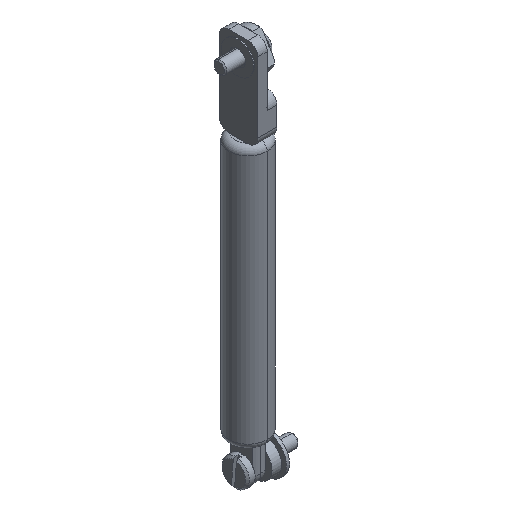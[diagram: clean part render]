
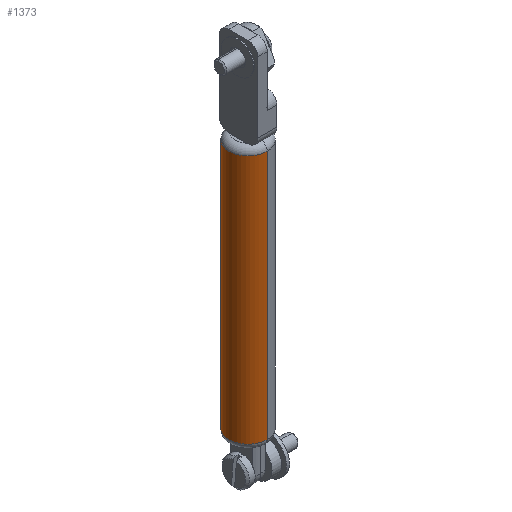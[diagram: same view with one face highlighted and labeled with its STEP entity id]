
A CAD part, isometric view. The second image highlights one B-rep face of the part: STEP entity #1373.
In plain terms, the highlighted cylindrical face has radius 6 mm (diameter 12 mm), a partial arc.
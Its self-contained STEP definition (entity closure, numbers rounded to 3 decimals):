
#46 = DIRECTION ( 'NONE',  ( 0., -1., 0. ) ) ;
#262 = EDGE_CURVE ( 'NONE', #740, #2523, #2417, .T. ) ;
#672 = DIRECTION ( 'NONE',  ( 0., -1., 0. ) ) ;
#740 = VERTEX_POINT ( 'NONE', #3167 ) ;
#910 = ORIENTED_EDGE ( 'NONE', *, *, #262, .F. ) ;
#1191 = CARTESIAN_POINT ( 'NONE',  ( 0., 41., -6. ) ) ;
#1298 = AXIS2_PLACEMENT_3D ( 'NONE', #2007, #4277, #4252 ) ;
#1325 = AXIS2_PLACEMENT_3D ( 'NONE', #3257, #672, #3305 ) ;
#1331 = CIRCLE ( 'NONE', #1298, 6. ) ;
#1373 = ADVANCED_FACE ( 'NONE', ( #2236 ), #3632, .T. ) ;
#1968 = EDGE_LOOP ( 'NONE', ( #910, #4168, #2154, #3487 ) ) ;
#2007 = CARTESIAN_POINT ( 'NONE',  ( 0., 39., 0. ) ) ;
#2039 = EDGE_CURVE ( 'NONE', #2841, #2523, #4179, .T. ) ;
#2061 = DIRECTION ( 'NONE',  ( 0., -1., 0. ) ) ;
#2154 = ORIENTED_EDGE ( 'NONE', *, *, #4618, .T. ) ;
#2236 = FACE_OUTER_BOUND ( 'NONE', #1968, .T. ) ;
#2417 = LINE ( 'NONE', #2816, #4004 ) ;
#2428 = DIRECTION ( 'NONE',  ( 0., 0., 1. ) ) ;
#2438 = CARTESIAN_POINT ( 'NONE',  ( 0., -39., 0. ) ) ;
#2513 = EDGE_CURVE ( 'NONE', #740, #4350, #1331, .T. ) ;
#2523 = VERTEX_POINT ( 'NONE', #4361 ) ;
#2590 = CARTESIAN_POINT ( 'NONE',  ( 0., -39., -6. ) ) ;
#2816 = CARTESIAN_POINT ( 'NONE',  ( 0., 41., 6. ) ) ;
#2841 = VERTEX_POINT ( 'NONE', #2590 ) ;
#3064 = CARTESIAN_POINT ( 'NONE',  ( 0., 39., -6. ) ) ;
#3166 = DIRECTION ( 'NONE',  ( 0., 1., 0. ) ) ;
#3167 = CARTESIAN_POINT ( 'NONE',  ( 0., 39., 6. ) ) ;
#3257 = CARTESIAN_POINT ( 'NONE',  ( 0., 41., 0. ) ) ;
#3305 = DIRECTION ( 'NONE',  ( 0., 0., -1. ) ) ;
#3487 = ORIENTED_EDGE ( 'NONE', *, *, #2039, .T. ) ;
#3632 = CYLINDRICAL_SURFACE ( 'NONE', #1325, 6. ) ;
#4004 = VECTOR ( 'NONE', #2061, 1000. ) ;
#4168 = ORIENTED_EDGE ( 'NONE', *, *, #2513, .T. ) ;
#4179 = CIRCLE ( 'NONE', #4322, 6. ) ;
#4252 = DIRECTION ( 'NONE',  ( 0., 0., 1. ) ) ;
#4277 = DIRECTION ( 'NONE',  ( 0., -1., 0. ) ) ;
#4322 = AXIS2_PLACEMENT_3D ( 'NONE', #2438, #3166, #2428 ) ;
#4350 = VERTEX_POINT ( 'NONE', #3064 ) ;
#4361 = CARTESIAN_POINT ( 'NONE',  ( 0., -39., 6. ) ) ;
#4559 = LINE ( 'NONE', #1191, #4848 ) ;
#4618 = EDGE_CURVE ( 'NONE', #4350, #2841, #4559, .T. ) ;
#4848 = VECTOR ( 'NONE', #46, 1000. ) ;
